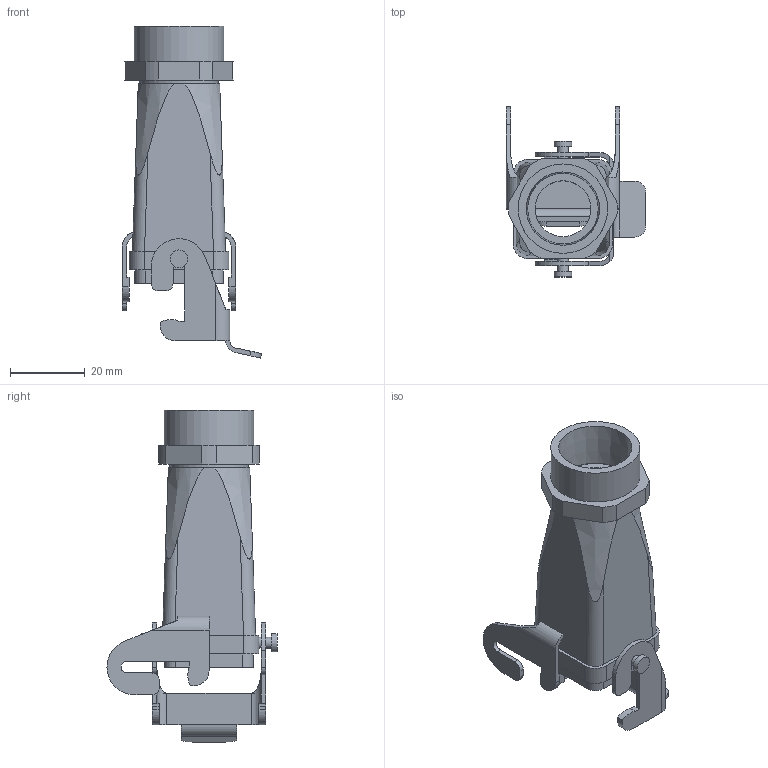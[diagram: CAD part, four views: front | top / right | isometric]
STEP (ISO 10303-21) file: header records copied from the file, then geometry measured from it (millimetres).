
FILE_DESCRIPTION( ( 'Unknown' ), '1' );
FILE_NAME( 'H_A_3_MTGVB_NPT_12_ASM.stp', 'Unknown', ( 'Unknown' ), ( 'Unknown' ), 'PSStep 11.0', 'Unknown', ' ' );
FILE_SCHEMA( ( 'AUTOMOTIVE_DESIGN { 1 0 10303 214 1 1 1 1 }' ) );
Length unit declared in the file: millimetre
Products named in the file (3): Assem1; H_A_3_LEVER; H_A_3_MTGVB_NPT_12
Bounding box: 37.4 x 45.65 x 89.12 mm (x, y, z)
Volume: 28416.6 mm3; surface area: 29329.3 mm2
Topology: 4 solids, 4 shells, 266 faces, 710 edges, 472 vertices
Faces by surface type: plane 150, cylinder 104, cone 12
Full cylindrical faces by diameter (mm): 3 x4, 3.1 x2, 4.8 x4, 6.2 x2, 15 x2, 18.923 x2, 21 x2, 24 x2
Entity records: 5404 total; most frequent: CARTESIAN_POINT 968, DIRECTION 706, ORIENTED_EDGE 672, EDGE_CURVE 336, AXIS2_PLACEMENT_3D 246, VERTEX_POINT 228, LINE 214, VECTOR 214
